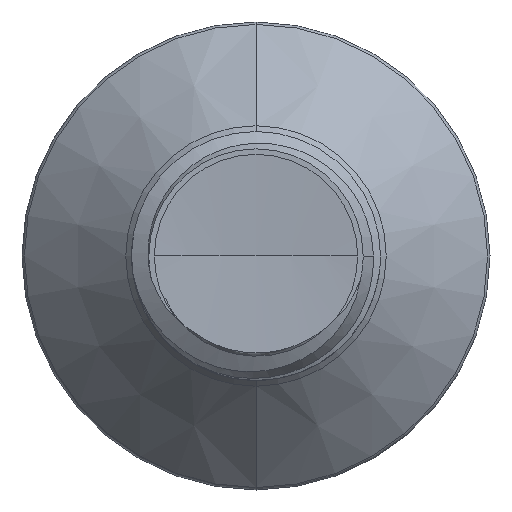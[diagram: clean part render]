
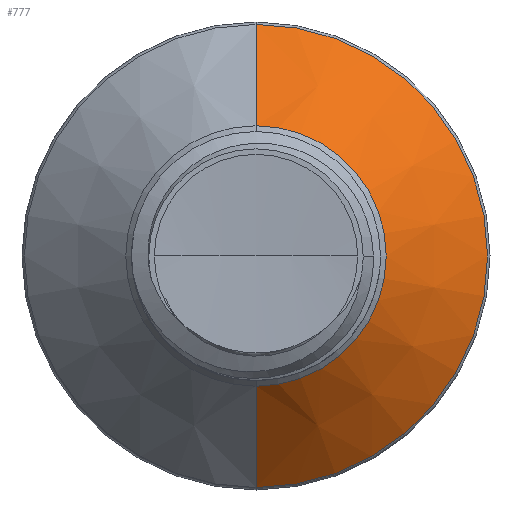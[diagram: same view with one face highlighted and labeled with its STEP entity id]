
A CAD part, front view. The second image highlights one B-rep face of the part: STEP entity #777.
In plain terms, the highlighted conical face has half-angle 45 degrees and reference radius 1.308 mm.
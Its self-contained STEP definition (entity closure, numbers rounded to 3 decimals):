
#73 = DIRECTION ( 'NONE',  ( 0., 0.707, 0.707 ) ) ;
#363 = LINE ( 'NONE', #7989, #8738 ) ;
#452 = DIRECTION ( 'NONE',  ( 0., 1., 0. ) ) ;
#777 = ADVANCED_FACE ( 'NONE', ( #3987 ), #3310, .T. ) ;
#790 = DIRECTION ( 'NONE',  ( 0., 0.707, -0.707 ) ) ;
#1051 = DIRECTION ( 'NONE',  ( 0., 1., 0. ) ) ;
#1744 = VERTEX_POINT ( 'NONE', #6256 ) ;
#1876 = EDGE_LOOP ( 'NONE', ( #8209, #5832, #8546, #3398 ) ) ;
#1896 = VERTEX_POINT ( 'NONE', #4402 ) ;
#1946 = VECTOR ( 'NONE', #73, 1000. ) ;
#2637 = AXIS2_PLACEMENT_3D ( 'NONE', #7315, #1051, #8354 ) ;
#3255 = CARTESIAN_POINT ( 'NONE',  ( 0., 2.455, 0. ) ) ;
#3310 = CONICAL_SURFACE ( 'NONE', #7685, 1.308, 0.785 ) ;
#3398 = ORIENTED_EDGE ( 'NONE', *, *, #9240, .F. ) ;
#3987 = FACE_OUTER_BOUND ( 'NONE', #1876, .T. ) ;
#4402 = CARTESIAN_POINT ( 'NONE',  ( 0., 3.472, -2.325 ) ) ;
#5832 = ORIENTED_EDGE ( 'NONE', *, *, #10652, .T. ) ;
#6091 = VERTEX_POINT ( 'NONE', #7371 ) ;
#6256 = CARTESIAN_POINT ( 'NONE',  ( 0., 2.455, 1.308 ) ) ;
#6320 = DIRECTION ( 'NONE',  ( 0., 1., 0. ) ) ;
#6755 = CARTESIAN_POINT ( 'NONE',  ( 0., 2.455, 0. ) ) ;
#7248 = DIRECTION ( 'NONE',  ( 0., 0., 1. ) ) ;
#7315 = CARTESIAN_POINT ( 'NONE',  ( 0., 3.472, 0. ) ) ;
#7371 = CARTESIAN_POINT ( 'NONE',  ( 0., 3.472, 2.325 ) ) ;
#7685 = AXIS2_PLACEMENT_3D ( 'NONE', #3255, #6320, #7248 ) ;
#7779 = DIRECTION ( 'NONE',  ( 0., 0., 1. ) ) ;
#7989 = CARTESIAN_POINT ( 'NONE',  ( 0., 2.455, -1.308 ) ) ;
#8209 = ORIENTED_EDGE ( 'NONE', *, *, #11423, .T. ) ;
#8354 = DIRECTION ( 'NONE',  ( 0., 0., 1. ) ) ;
#8546 = ORIENTED_EDGE ( 'NONE', *, *, #9934, .F. ) ;
#8687 = VERTEX_POINT ( 'NONE', #10229 ) ;
#8738 = VECTOR ( 'NONE', #790, 1000. ) ;
#9240 = EDGE_CURVE ( 'NONE', #1744, #6091, #10205, .T. ) ;
#9725 = AXIS2_PLACEMENT_3D ( 'NONE', #6755, #452, #7779 ) ;
#9934 = EDGE_CURVE ( 'NONE', #6091, #1896, #13301, .T. ) ;
#10205 = LINE ( 'NONE', #12787, #1946 ) ;
#10229 = CARTESIAN_POINT ( 'NONE',  ( 0., 2.455, -1.308 ) ) ;
#10652 = EDGE_CURVE ( 'NONE', #8687, #1896, #363, .T. ) ;
#11423 = EDGE_CURVE ( 'NONE', #1744, #8687, #12103, .T. ) ;
#12103 = CIRCLE ( 'NONE', #9725, 1.308 ) ;
#12787 = CARTESIAN_POINT ( 'NONE',  ( 0., 2.455, 1.308 ) ) ;
#13301 = CIRCLE ( 'NONE', #2637, 2.325 ) ;
